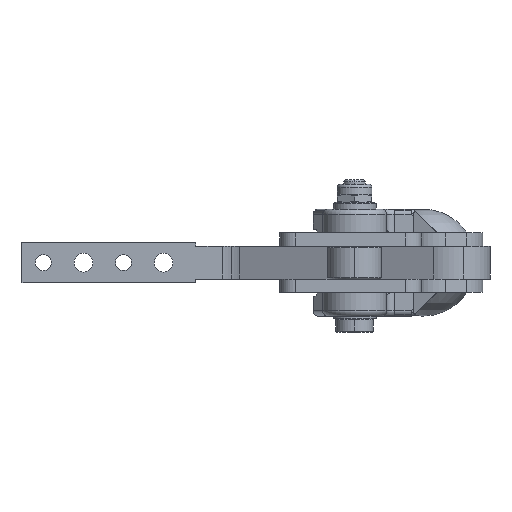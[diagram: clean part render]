
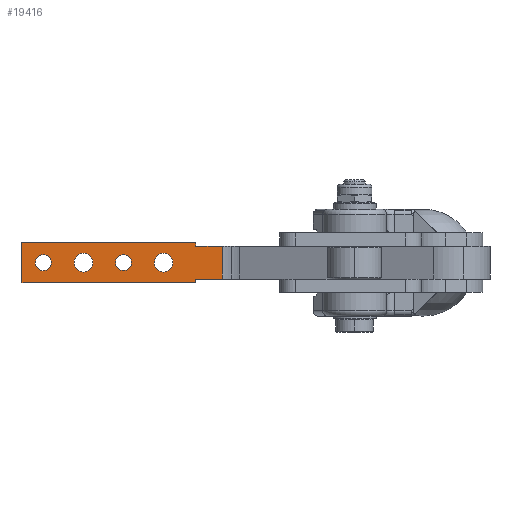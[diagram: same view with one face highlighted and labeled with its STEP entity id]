
A CAD part, front view. The second image highlights one B-rep face of the part: STEP entity #19416.
In plain terms, the highlighted planar face has unit normal (0, -1, 0).
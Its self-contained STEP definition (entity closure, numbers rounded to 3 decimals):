
#10332=CARTESIAN_POINT('',(9.303,164.8,50.775));
#10333=VERTEX_POINT('',#10332);
#10349=CARTESIAN_POINT('',(2.303,164.8,50.775));
#10350=VERTEX_POINT('',#10349);
#10357=CARTESIAN_POINT('',(5.803,164.8,50.775));
#10358=DIRECTION('',(0.0,1.0,0.0));
#10359=DIRECTION('',(1.0,0.0,0.0));
#10360=AXIS2_PLACEMENT_3D('',#10357,#10358,#10359);
#10361=CIRCLE('',#10360,3.5);
#10362=EDGE_CURVE('',#10333,#10350,#10361,.T.);
#10395=CARTESIAN_POINT('',(39.303,164.8,50.775));
#10396=VERTEX_POINT('',#10395);
#10412=CARTESIAN_POINT('',(32.303,164.8,50.775));
#10413=VERTEX_POINT('',#10412);
#10420=CARTESIAN_POINT('',(35.803,164.8,50.775));
#10421=DIRECTION('',(0.0,1.0,0.0));
#10422=DIRECTION('',(1.0,0.0,0.0));
#10423=AXIS2_PLACEMENT_3D('',#10420,#10421,#10422);
#10424=CIRCLE('',#10423,3.5);
#10425=EDGE_CURVE('',#10396,#10413,#10424,.T.);
#10458=CARTESIAN_POINT('',(23.803,164.8,50.775));
#10459=VERTEX_POINT('',#10458);
#10475=CARTESIAN_POINT('',(17.803,164.8,50.775));
#10476=VERTEX_POINT('',#10475);
#10483=CARTESIAN_POINT('',(20.803,164.8,50.775));
#10484=DIRECTION('',(0.0,1.0,0.0));
#10485=DIRECTION('',(1.0,0.0,0.0));
#10486=AXIS2_PLACEMENT_3D('',#10483,#10484,#10485);
#10487=CIRCLE('',#10486,3.);
#10488=EDGE_CURVE('',#10459,#10476,#10487,.T.);
#10521=CARTESIAN_POINT('',(-6.197,164.8,50.775));
#10522=VERTEX_POINT('',#10521);
#10538=CARTESIAN_POINT('',(-12.197,164.8,50.775));
#10539=VERTEX_POINT('',#10538);
#10546=CARTESIAN_POINT('',(-9.197,164.8,50.775));
#10547=DIRECTION('',(0.0,1.0,0.0));
#10548=DIRECTION('',(1.0,0.0,0.0));
#10549=AXIS2_PLACEMENT_3D('',#10546,#10547,#10548);
#10550=CIRCLE('',#10549,3.);
#10551=EDGE_CURVE('',#10522,#10539,#10550,.T.);
#19289=CARTESIAN_POINT('',(-17.197,164.8,43.275));
#19290=VERTEX_POINT('',#19289);
#19297=CARTESIAN_POINT('',(-17.197,164.8,58.275));
#19298=VERTEX_POINT('',#19297);
#19299=CARTESIAN_POINT('',(-17.197,164.8,58.275));
#19300=DIRECTION('',(0.0,0.0,-1.0));
#19301=VECTOR('',#19300,15.0);
#19302=LINE('',#19299,#19301);
#19303=EDGE_CURVE('',#19298,#19290,#19302,.T.);
#19314=CARTESIAN_POINT('',(61.152,164.8,44.775));
#19315=DIRECTION('',(0.0,-1.0,0.0));
#19316=DIRECTION('',(0.0,0.0,-1.0));
#19317=AXIS2_PLACEMENT_3D('',#19314,#19315,#19316);
#19318=PLANE('',#19317);
#19319=CARTESIAN_POINT('',(57.827,164.8,44.625));
#19320=VERTEX_POINT('',#19319);
#19321=CARTESIAN_POINT('',(57.827,164.8,56.925));
#19322=VERTEX_POINT('',#19321);
#19323=CARTESIAN_POINT('',(57.827,164.8,44.625));
#19324=DIRECTION('',(0.0,0.0,1.0));
#19325=VECTOR('',#19324,12.3);
#19326=LINE('',#19323,#19325);
#19327=EDGE_CURVE('',#19320,#19322,#19326,.T.);
#19328=ORIENTED_EDGE('',*,*,#19327,.T.);
#19329=CARTESIAN_POINT('',(47.803,164.8,56.925));
#19330=VERTEX_POINT('',#19329);
#19331=CARTESIAN_POINT('',(57.827,164.8,56.925));
#19332=DIRECTION('',(-1.0,0.0,0.0));
#19333=VECTOR('',#19332,10.024);
#19334=LINE('',#19331,#19333);
#19335=EDGE_CURVE('',#19322,#19330,#19334,.T.);
#19336=ORIENTED_EDGE('',*,*,#19335,.T.);
#19337=CARTESIAN_POINT('',(47.803,164.8,58.275));
#19338=VERTEX_POINT('',#19337);
#19339=CARTESIAN_POINT('',(47.803,164.8,56.925));
#19340=DIRECTION('',(0.0,0.0,1.0));
#19341=VECTOR('',#19340,1.35);
#19342=LINE('',#19339,#19341);
#19343=EDGE_CURVE('',#19330,#19338,#19342,.T.);
#19344=ORIENTED_EDGE('',*,*,#19343,.T.);
#19345=CARTESIAN_POINT('',(47.803,164.8,58.275));
#19346=DIRECTION('',(-1.0,0.0,0.0));
#19347=VECTOR('',#19346,65.);
#19348=LINE('',#19345,#19347);
#19349=EDGE_CURVE('',#19338,#19298,#19348,.T.);
#19350=ORIENTED_EDGE('',*,*,#19349,.T.);
#19351=ORIENTED_EDGE('',*,*,#19303,.T.);
#19352=CARTESIAN_POINT('',(47.803,164.8,43.275));
#19353=VERTEX_POINT('',#19352);
#19354=CARTESIAN_POINT('',(-17.197,164.8,43.275));
#19355=DIRECTION('',(1.0,0.0,0.0));
#19356=VECTOR('',#19355,65.0);
#19357=LINE('',#19354,#19356);
#19358=EDGE_CURVE('',#19290,#19353,#19357,.T.);
#19359=ORIENTED_EDGE('',*,*,#19358,.T.);
#19360=CARTESIAN_POINT('',(47.803,164.8,44.625));
#19361=VERTEX_POINT('',#19360);
#19362=CARTESIAN_POINT('',(47.803,164.8,44.625));
#19363=DIRECTION('',(0.0,0.0,-1.0));
#19364=VECTOR('',#19363,1.35);
#19365=LINE('',#19362,#19364);
#19366=EDGE_CURVE('',#19361,#19353,#19365,.T.);
#19367=ORIENTED_EDGE('',*,*,#19366,.F.);
#19368=CARTESIAN_POINT('',(47.803,164.8,44.625));
#19369=DIRECTION('',(1.0,0.0,0.0));
#19370=VECTOR('',#19369,10.024);
#19371=LINE('',#19368,#19370);
#19372=EDGE_CURVE('',#19361,#19320,#19371,.T.);
#19373=ORIENTED_EDGE('',*,*,#19372,.T.);
#19374=EDGE_LOOP('',(#19328,#19336,#19344,#19350,#19351,#19359,#19367,#19373));
#19375=FACE_OUTER_BOUND('',#19374,.T.);
#19376=ORIENTED_EDGE('',*,*,#10362,.T.);
#19377=CARTESIAN_POINT('',(5.803,164.8,50.775));
#19378=DIRECTION('',(0.0,1.0,0.0));
#19379=DIRECTION('',(1.0,0.0,0.0));
#19380=AXIS2_PLACEMENT_3D('',#19377,#19378,#19379);
#19381=CIRCLE('',#19380,3.5);
#19382=EDGE_CURVE('',#10350,#10333,#19381,.T.);
#19383=ORIENTED_EDGE('',*,*,#19382,.T.);
#19384=EDGE_LOOP('',(#19376,#19383));
#19385=FACE_BOUND('',#19384,.T.);
#19386=ORIENTED_EDGE('',*,*,#10425,.T.);
#19387=CARTESIAN_POINT('',(35.803,164.8,50.775));
#19388=DIRECTION('',(0.0,1.0,0.0));
#19389=DIRECTION('',(1.0,0.0,0.0));
#19390=AXIS2_PLACEMENT_3D('',#19387,#19388,#19389);
#19391=CIRCLE('',#19390,3.5);
#19392=EDGE_CURVE('',#10413,#10396,#19391,.T.);
#19393=ORIENTED_EDGE('',*,*,#19392,.T.);
#19394=EDGE_LOOP('',(#19386,#19393));
#19395=FACE_BOUND('',#19394,.T.);
#19396=ORIENTED_EDGE('',*,*,#10488,.T.);
#19397=CARTESIAN_POINT('',(20.803,164.8,50.775));
#19398=DIRECTION('',(0.0,1.0,0.0));
#19399=DIRECTION('',(1.0,0.0,0.0));
#19400=AXIS2_PLACEMENT_3D('',#19397,#19398,#19399);
#19401=CIRCLE('',#19400,3.);
#19402=EDGE_CURVE('',#10476,#10459,#19401,.T.);
#19403=ORIENTED_EDGE('',*,*,#19402,.T.);
#19404=EDGE_LOOP('',(#19396,#19403));
#19405=FACE_BOUND('',#19404,.T.);
#19406=ORIENTED_EDGE('',*,*,#10551,.T.);
#19407=CARTESIAN_POINT('',(-9.197,164.8,50.775));
#19408=DIRECTION('',(0.0,1.0,0.0));
#19409=DIRECTION('',(1.0,0.0,0.0));
#19410=AXIS2_PLACEMENT_3D('',#19407,#19408,#19409);
#19411=CIRCLE('',#19410,3.);
#19412=EDGE_CURVE('',#10539,#10522,#19411,.T.);
#19413=ORIENTED_EDGE('',*,*,#19412,.T.);
#19414=EDGE_LOOP('',(#19406,#19413));
#19415=FACE_BOUND('',#19414,.T.);
#19416=ADVANCED_FACE('',(#19375,#19385,#19395,#19405,#19415),#19318,.T.);
